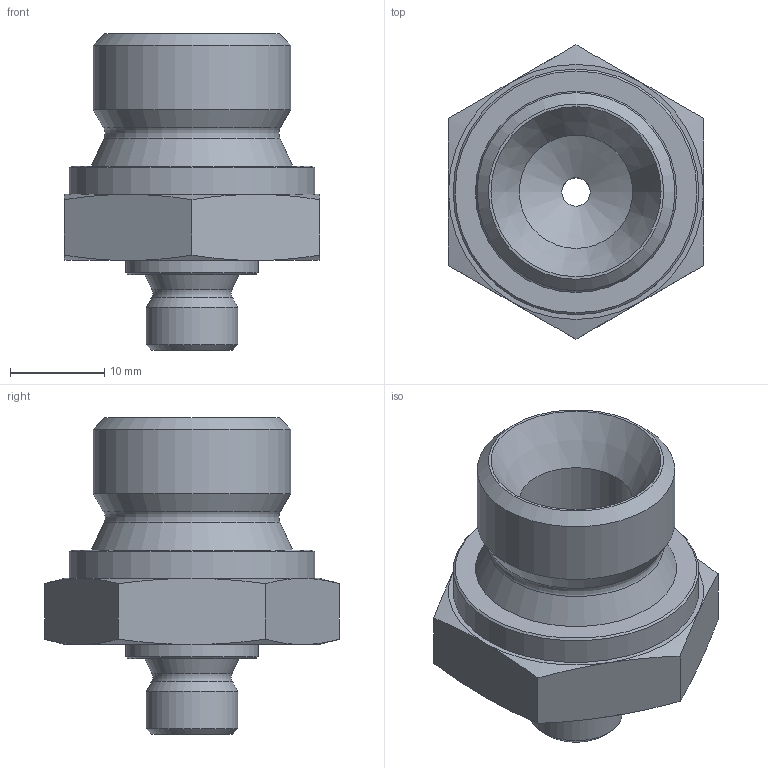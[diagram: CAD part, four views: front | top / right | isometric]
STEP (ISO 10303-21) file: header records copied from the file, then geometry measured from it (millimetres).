
FILE_DESCRIPTION((''),'2;1');
FILE_NAME('30204818.stp','2014-10-29T16:46:56',(''),('KNOMI spol. s r. o.'),'Autodesk Inventor 2012','Autodesk Inventor 2012','');
FILE_SCHEMA(('AUTOMOTIVE_DESIGN { 1 2 10303 214 0 1 1 1 }'));
Length unit declared in the file: millimetre
Products named in the file (1): PS2 G1/2"8"
Bounding box: 27 x 31.18 x 33.5 mm (x, y, z)
Volume: 8950.8 mm3; surface area: 3955.9 mm2
Topology: 1 solids, 1 shells, 43 faces, 90 edges, 53 vertices
Faces by surface type: cone 23, plane 12, cylinder 6, torus 2
Full cylindrical faces by diameter (mm): 3 x1, 9.728 x1, 12 x1, 14 x1, 20.955 x1, 26 x1
Entity records: 998 total; most frequent: CARTESIAN_POINT 206, DIRECTION 166, ORIENTED_EDGE 132, AXIS2_PLACEMENT_3D 80, EDGE_LOOP 68, EDGE_CURVE 66, VERTEX_POINT 48, FACE_OUTER_BOUND 43
